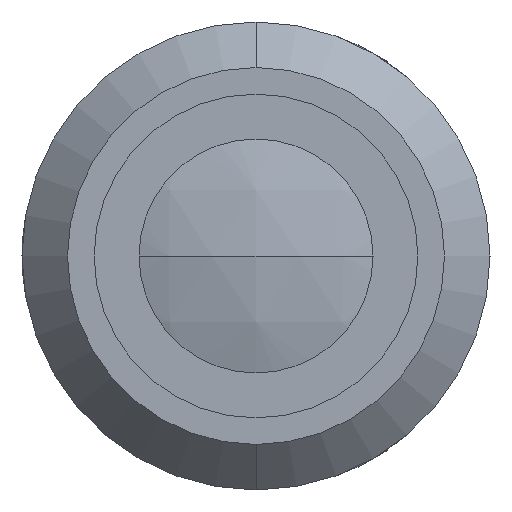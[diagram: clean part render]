
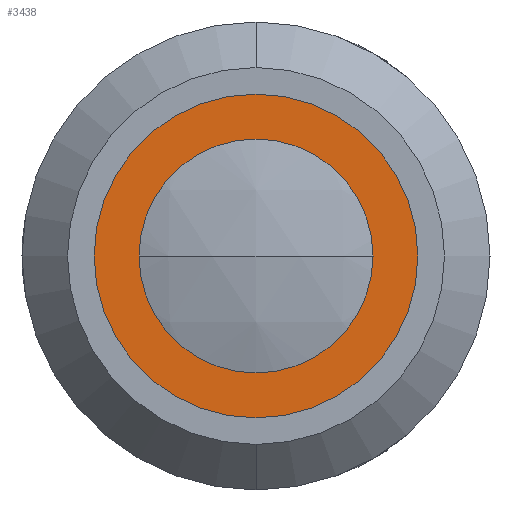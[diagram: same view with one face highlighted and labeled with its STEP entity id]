
A CAD part, left-side view. The second image highlights one B-rep face of the part: STEP entity #3438.
In plain terms, the highlighted planar face has unit normal (-1, 0, 0).
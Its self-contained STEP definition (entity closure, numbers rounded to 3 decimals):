
#84 = ORIENTED_EDGE ( 'NONE', *, *, #3823, .F. ) ;
#192 = EDGE_CURVE ( 'NONE', #2086, #1800, #1144, .T. ) ;
#274 = ORIENTED_EDGE ( 'NONE', *, *, #3296, .T. ) ;
#289 = DIRECTION ( 'NONE',  ( -1., 0., 0. ) ) ;
#472 = CARTESIAN_POINT ( 'NONE',  ( 3.5, 0., -13.2 ) ) ;
#487 = FACE_OUTER_BOUND ( 'NONE', #3163, .T. ) ;
#669 = DIRECTION ( 'NONE',  ( 0., 0., 1. ) ) ;
#705 = EDGE_CURVE ( 'NONE', #3640, #2993, #2371, .T. ) ;
#877 = DIRECTION ( 'NONE',  ( 0., 0., -1. ) ) ;
#916 = DIRECTION ( 'NONE',  ( 0., 0., 1. ) ) ;
#924 = DIRECTION ( 'NONE',  ( -1., 0., 0. ) ) ;
#1072 = AXIS2_PLACEMENT_3D ( 'NONE', #1350, #924, #2997 ) ;
#1144 = CIRCLE ( 'NONE', #1072, 9. ) ;
#1153 = DIRECTION ( 'NONE',  ( 1., 0., 0. ) ) ;
#1350 = CARTESIAN_POINT ( 'NONE',  ( 3.5, 0., 0. ) ) ;
#1357 = AXIS2_PLACEMENT_3D ( 'NONE', #3929, #3974, #2884 ) ;
#1472 = AXIS2_PLACEMENT_3D ( 'NONE', #1970, #289, #669 ) ;
#1544 = AXIS2_PLACEMENT_3D ( 'NONE', #3243, #2244, #916 ) ;
#1771 = EDGE_LOOP ( 'NONE', ( #3653, #84 ) ) ;
#1800 = VERTEX_POINT ( 'NONE', #3099 ) ;
#1970 = CARTESIAN_POINT ( 'NONE',  ( 3.5, 0., 0. ) ) ;
#2086 = VERTEX_POINT ( 'NONE', #2753 ) ;
#2193 = FACE_BOUND ( 'NONE', #1771, .T. ) ;
#2244 = DIRECTION ( 'NONE',  ( -1., 0., 0. ) ) ;
#2255 = CARTESIAN_POINT ( 'NONE',  ( 3.5, 13.2, 0. ) ) ;
#2371 = CIRCLE ( 'NONE', #1357, 13.2 ) ;
#2556 = PLANE ( 'NONE',  #3535 ) ;
#2753 = CARTESIAN_POINT ( 'NONE',  ( 3.5, 0., 9. ) ) ;
#2832 = CIRCLE ( 'NONE', #1472, 13.2 ) ;
#2846 = CARTESIAN_POINT ( 'NONE',  ( 3.5, 0., 13.2 ) ) ;
#2884 = DIRECTION ( 'NONE',  ( 0., 0., 1. ) ) ;
#2993 = VERTEX_POINT ( 'NONE', #472 ) ;
#2997 = DIRECTION ( 'NONE',  ( 0., 0., 1. ) ) ;
#3099 = CARTESIAN_POINT ( 'NONE',  ( 3.5, 0., -9. ) ) ;
#3163 = EDGE_LOOP ( 'NONE', ( #4088, #274 ) ) ;
#3243 = CARTESIAN_POINT ( 'NONE',  ( 3.5, 0., 0. ) ) ;
#3296 = EDGE_CURVE ( 'NONE', #2993, #3640, #2832, .T. ) ;
#3438 = ADVANCED_FACE ( 'NONE', ( #2193, #487 ), #2556, .F. ) ;
#3535 = AXIS2_PLACEMENT_3D ( 'NONE', #2255, #1153, #877 ) ;
#3640 = VERTEX_POINT ( 'NONE', #2846 ) ;
#3653 = ORIENTED_EDGE ( 'NONE', *, *, #192, .F. ) ;
#3823 = EDGE_CURVE ( 'NONE', #1800, #2086, #4179, .T. ) ;
#3929 = CARTESIAN_POINT ( 'NONE',  ( 3.5, 0., 0. ) ) ;
#3974 = DIRECTION ( 'NONE',  ( -1., 0., 0. ) ) ;
#4088 = ORIENTED_EDGE ( 'NONE', *, *, #705, .T. ) ;
#4179 = CIRCLE ( 'NONE', #1544, 9. ) ;
